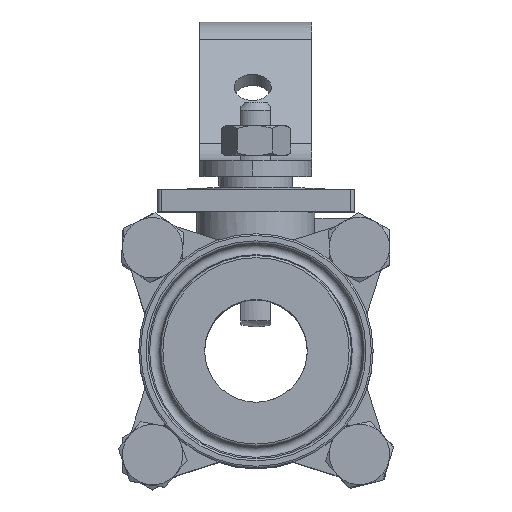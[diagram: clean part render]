
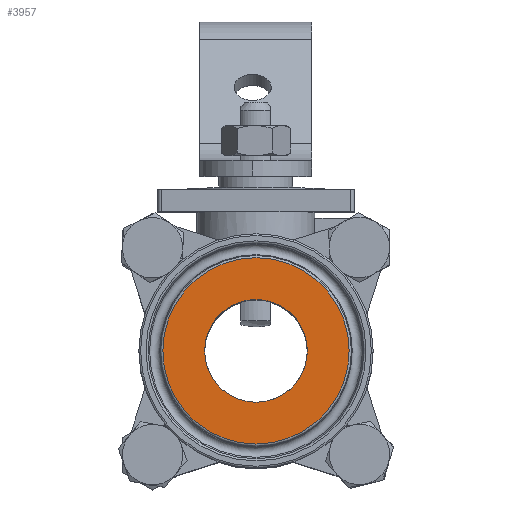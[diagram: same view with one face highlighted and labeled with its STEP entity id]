
A CAD part, top view. The second image highlights one B-rep face of the part: STEP entity #3957.
In plain terms, the highlighted face is planar.
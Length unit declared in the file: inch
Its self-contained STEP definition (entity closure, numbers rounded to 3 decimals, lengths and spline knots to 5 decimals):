
#251=FACE_BOUND('',#1084,.T.);
#495=CIRCLE('',#4612,0.435);
#496=CIRCLE('',#4613,0.435);
#504=CIRCLE('',#4624,0.78916);
#509=CIRCLE('',#4629,0.78916);
#811=FACE_OUTER_BOUND('',#1083,.T.);
#1083=EDGE_LOOP('',(#3612,#3613));
#1084=EDGE_LOOP('',(#3614,#3615));
#1939=VERTEX_POINT('',#7210);
#1940=VERTEX_POINT('',#7212);
#1947=VERTEX_POINT('',#7232);
#1948=VERTEX_POINT('',#7233);
#2493=EDGE_CURVE('',#1940,#1939,#495,.T.);
#2494=EDGE_CURVE('',#1939,#1940,#496,.T.);
#2503=EDGE_CURVE('',#1947,#1948,#504,.T.);
#2508=EDGE_CURVE('',#1948,#1947,#509,.T.);
#3612=ORIENTED_EDGE('',*,*,#2503,.F.);
#3613=ORIENTED_EDGE('',*,*,#2508,.F.);
#3614=ORIENTED_EDGE('',*,*,#2493,.T.);
#3615=ORIENTED_EDGE('',*,*,#2494,.T.);
#3746=PLANE('',#4634);
#3957=ADVANCED_FACE('',(#811,#251),#3746,.T.);
#4612=AXIS2_PLACEMENT_3D('',#7213,#5841,#5842);
#4613=AXIS2_PLACEMENT_3D('',#7214,#5843,#5844);
#4624=AXIS2_PLACEMENT_3D('',#7234,#5866,#5867);
#4629=AXIS2_PLACEMENT_3D('',#7242,#5876,#5877);
#4634=AXIS2_PLACEMENT_3D('',#7251,#5887,#5888);
#5841=DIRECTION('center_axis',(1.,0.,0.));
#5842=DIRECTION('ref_axis',(0.,0.,-1.));
#5843=DIRECTION('center_axis',(1.,0.,0.));
#5844=DIRECTION('ref_axis',(0.,0.,-1.));
#5866=DIRECTION('center_axis',(1.,0.,0.));
#5867=DIRECTION('ref_axis',(0.,-1.,0.));
#5876=DIRECTION('center_axis',(1.,0.,0.));
#5877=DIRECTION('ref_axis',(0.,-1.,0.));
#5887=DIRECTION('center_axis',(-1.,0.,0.));
#5888=DIRECTION('ref_axis',(0.,0.,1.));
#7210=CARTESIAN_POINT('',(0.,-0.435,0.));
#7212=CARTESIAN_POINT('',(0.,0.435,0.));
#7213=CARTESIAN_POINT('Origin',(0.,0.,0.));
#7214=CARTESIAN_POINT('Origin',(0.,0.,0.));
#7232=CARTESIAN_POINT('',(0.,0.78916,0.));
#7233=CARTESIAN_POINT('',(0.,0.,-0.78916));
#7234=CARTESIAN_POINT('Origin',(0.,0.,0.));
#7242=CARTESIAN_POINT('Origin',(0.,0.,0.));
#7251=CARTESIAN_POINT('Origin',(0.,0.80316,0.));
